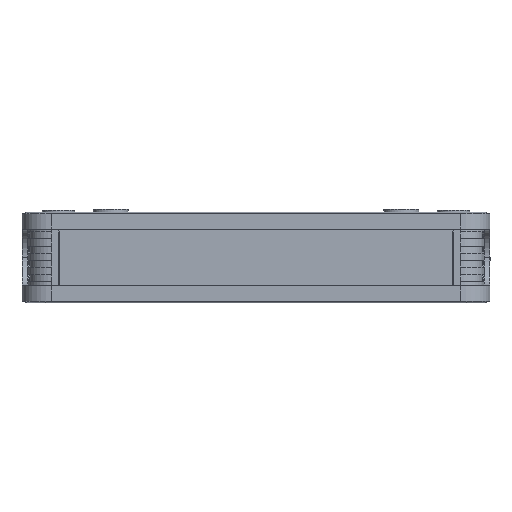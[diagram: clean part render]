
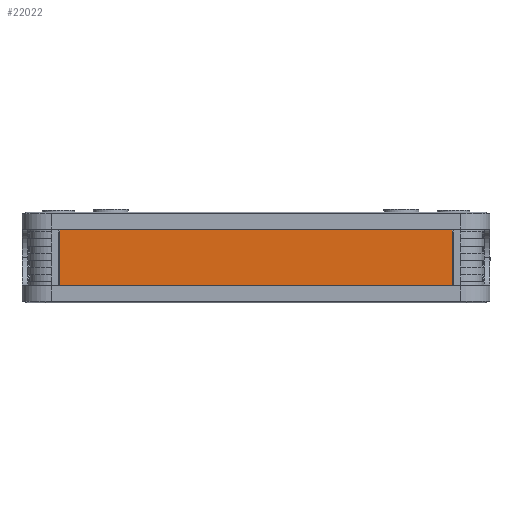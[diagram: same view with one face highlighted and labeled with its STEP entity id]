
A CAD part, front view. The second image highlights one B-rep face of the part: STEP entity #22022.
In plain terms, the highlighted face is planar.
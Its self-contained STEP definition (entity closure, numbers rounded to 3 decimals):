
#494 = DIRECTION ( 'NONE',  ( 1., 0., 0. ) ) ;
#1951 = CARTESIAN_POINT ( 'NONE',  ( -67.15, 11.9, 2.3 ) ) ;
#1992 = VECTOR ( 'NONE', #20568, 1000. ) ;
#2115 = EDGE_CURVE ( 'NONE', #7432, #10261, #28006, .T. ) ;
#3399 = CARTESIAN_POINT ( 'NONE',  ( 67.15, -11.9, 2.3 ) ) ;
#4248 = CARTESIAN_POINT ( 'NONE',  ( 67.15, 12.25, 2.3 ) ) ;
#4425 = VERTEX_POINT ( 'NONE', #33144 ) ;
#4887 = LINE ( 'NONE', #25847, #17702 ) ;
#5694 = EDGE_CURVE ( 'NONE', #10261, #18185, #15627, .T. ) ;
#6022 = ORIENTED_EDGE ( 'NONE', *, *, #5694, .F. ) ;
#6026 = CARTESIAN_POINT ( 'NONE',  ( -67.15, 11.9, 2.3 ) ) ;
#6184 = CARTESIAN_POINT ( 'NONE',  ( 0., 0., 2.3 ) ) ;
#6749 = EDGE_CURVE ( 'NONE', #4425, #7432, #4887, .T. ) ;
#7432 = VERTEX_POINT ( 'NONE', #6026 ) ;
#7499 = ORIENTED_EDGE ( 'NONE', *, *, #25932, .T. ) ;
#8947 = PLANE ( 'NONE',  #26384 ) ;
#10261 = VERTEX_POINT ( 'NONE', #15601 ) ;
#11445 = VECTOR ( 'NONE', #494, 1000. ) ;
#11678 = DIRECTION ( 'NONE',  ( 0., 0., 1. ) ) ;
#12164 = DIRECTION ( 'NONE',  ( 0., 1., 0. ) ) ;
#15601 = CARTESIAN_POINT ( 'NONE',  ( 67.15, 11.9, 2.3 ) ) ;
#15627 = LINE ( 'NONE', #4248, #1992 ) ;
#16819 = EDGE_LOOP ( 'NONE', ( #28146, #7499, #6022, #25475 ) ) ;
#17702 = VECTOR ( 'NONE', #12164, 1000. ) ;
#18185 = VERTEX_POINT ( 'NONE', #3399 ) ;
#18288 = DIRECTION ( 'NONE',  ( 1., 0., 0. ) ) ;
#20400 = LINE ( 'NONE', #33173, #11445 ) ;
#20568 = DIRECTION ( 'NONE',  ( 0., -1., 0. ) ) ;
#21543 = FACE_OUTER_BOUND ( 'NONE', #16819, .T. ) ;
#22022 = ADVANCED_FACE ( 'NONE', ( #21543 ), #8947, .T. ) ;
#25475 = ORIENTED_EDGE ( 'NONE', *, *, #2115, .F. ) ;
#25847 = CARTESIAN_POINT ( 'NONE',  ( -67.15, 12.25, 2.3 ) ) ;
#25932 = EDGE_CURVE ( 'NONE', #4425, #18185, #20400, .T. ) ;
#26384 = AXIS2_PLACEMENT_3D ( 'NONE', #6184, #11678, #30762 ) ;
#27137 = VECTOR ( 'NONE', #18288, 1000. ) ;
#28006 = LINE ( 'NONE', #1951, #27137 ) ;
#28146 = ORIENTED_EDGE ( 'NONE', *, *, #6749, .F. ) ;
#30762 = DIRECTION ( 'NONE',  ( 1., 0., 0. ) ) ;
#33144 = CARTESIAN_POINT ( 'NONE',  ( -67.15, -11.9, 2.3 ) ) ;
#33173 = CARTESIAN_POINT ( 'NONE',  ( -67.15, -11.9, 2.3 ) ) ;
